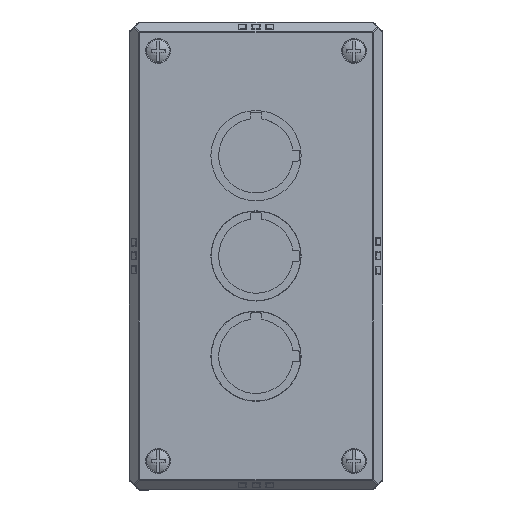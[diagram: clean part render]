
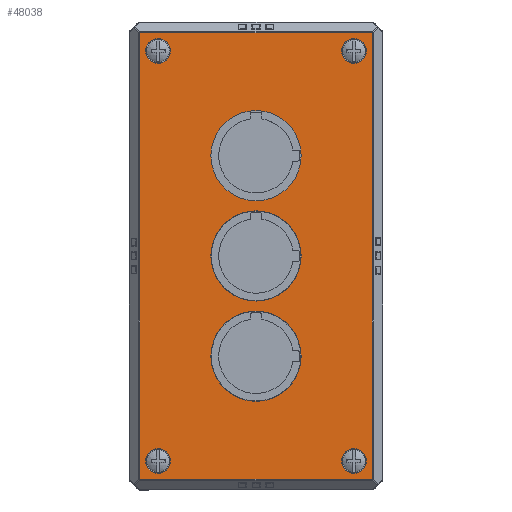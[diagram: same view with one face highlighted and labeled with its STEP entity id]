
A CAD part, top view. The second image highlights one B-rep face of the part: STEP entity #48038.
In plain terms, the highlighted face is planar.
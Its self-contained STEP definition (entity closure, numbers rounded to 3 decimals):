
#2422=FACE_BOUND('',#8942,.T.);
#2423=FACE_BOUND('',#8943,.T.);
#2424=FACE_BOUND('',#8944,.T.);
#2425=FACE_BOUND('',#8945,.T.);
#2426=FACE_BOUND('',#8946,.T.);
#2427=FACE_BOUND('',#8947,.T.);
#2428=FACE_BOUND('',#8948,.T.);
#3310=PLANE('',#51826);
#5901=FACE_OUTER_BOUND('',#8941,.T.);
#8941=EDGE_LOOP('',(#42795,#42796,#42797,#42798));
#8942=EDGE_LOOP('',(#42799));
#8943=EDGE_LOOP('',(#42800));
#8944=EDGE_LOOP('',(#42801));
#8945=EDGE_LOOP('',(#42802));
#8946=EDGE_LOOP('',(#42803));
#8947=EDGE_LOOP('',(#42804));
#8948=EDGE_LOOP('',(#42805));
#10733=CIRCLE('',#51794,13.5);
#10746=CIRCLE('',#51809,13.5);
#10757=CIRCLE('',#51822,3.7);
#10761=CIRCLE('',#51827,3.7);
#10762=CIRCLE('',#51828,3.7);
#10763=CIRCLE('',#51829,13.5);
#10764=CIRCLE('',#51830,3.7);
#14269=LINE('',#94738,#17866);
#14270=LINE('',#94740,#17867);
#14271=LINE('',#94742,#17868);
#14272=LINE('',#94743,#17869);
#17866=VECTOR('',#62291,10.);
#17867=VECTOR('',#62292,10.);
#17868=VECTOR('',#62293,10.);
#17869=VECTOR('',#62294,10.);
#23405=VERTEX_POINT('',#94652);
#23423=VERTEX_POINT('',#94691);
#23440=VERTEX_POINT('',#94728);
#23443=VERTEX_POINT('',#94736);
#23444=VERTEX_POINT('',#94737);
#23445=VERTEX_POINT('',#94739);
#23446=VERTEX_POINT('',#94741);
#23447=VERTEX_POINT('',#94744);
#23448=VERTEX_POINT('',#94746);
#23449=VERTEX_POINT('',#94748);
#23450=VERTEX_POINT('',#94750);
#29952=EDGE_CURVE('',#23405,#23405,#10733,.T.);
#29971=EDGE_CURVE('',#23423,#23423,#10746,.T.);
#29988=EDGE_CURVE('',#23440,#23440,#10757,.T.);
#29992=EDGE_CURVE('',#23443,#23444,#14269,.T.);
#29993=EDGE_CURVE('',#23445,#23443,#14270,.T.);
#29994=EDGE_CURVE('',#23446,#23445,#14271,.T.);
#29995=EDGE_CURVE('',#23444,#23446,#14272,.T.);
#29996=EDGE_CURVE('',#23447,#23447,#10761,.T.);
#29997=EDGE_CURVE('',#23448,#23448,#10762,.T.);
#29998=EDGE_CURVE('',#23449,#23449,#10763,.T.);
#29999=EDGE_CURVE('',#23450,#23450,#10764,.T.);
#42795=ORIENTED_EDGE('',*,*,#29992,.F.);
#42796=ORIENTED_EDGE('',*,*,#29993,.F.);
#42797=ORIENTED_EDGE('',*,*,#29994,.F.);
#42798=ORIENTED_EDGE('',*,*,#29995,.F.);
#42799=ORIENTED_EDGE('',*,*,#29996,.F.);
#42800=ORIENTED_EDGE('',*,*,#29997,.F.);
#42801=ORIENTED_EDGE('',*,*,#29998,.T.);
#42802=ORIENTED_EDGE('',*,*,#29971,.T.);
#42803=ORIENTED_EDGE('',*,*,#29952,.T.);
#42804=ORIENTED_EDGE('',*,*,#29999,.F.);
#42805=ORIENTED_EDGE('',*,*,#29988,.F.);
#48038=ADVANCED_FACE('',(#5901,#2422,#2423,#2424,#2425,#2426,#2427,#2428),
#3310,.T.);
#51794=AXIS2_PLACEMENT_3D('',#94654,#62213,#62214);
#51809=AXIS2_PLACEMENT_3D('',#94693,#62249,#62250);
#51822=AXIS2_PLACEMENT_3D('',#94729,#62281,#62282);
#51826=AXIS2_PLACEMENT_3D('',#94735,#62289,#62290);
#51827=AXIS2_PLACEMENT_3D('',#94745,#62295,#62296);
#51828=AXIS2_PLACEMENT_3D('',#94747,#62297,#62298);
#51829=AXIS2_PLACEMENT_3D('',#94749,#62299,#62300);
#51830=AXIS2_PLACEMENT_3D('',#94751,#62301,#62302);
#62213=DIRECTION('center_axis',(0.,-1.,0.));
#62214=DIRECTION('ref_axis',(1.,0.,0.));
#62249=DIRECTION('center_axis',(0.,-1.,0.));
#62250=DIRECTION('ref_axis',(1.,0.,0.));
#62281=DIRECTION('center_axis',(0.,1.,0.));
#62282=DIRECTION('ref_axis',(-1.,0.,0.));
#62289=DIRECTION('center_axis',(0.,1.,0.));
#62290=DIRECTION('ref_axis',(0.,0.,1.));
#62291=DIRECTION('',(0.,0.,1.));
#62292=DIRECTION('',(1.,0.,0.));
#62293=DIRECTION('',(0.,0.,-1.));
#62294=DIRECTION('',(-1.,0.,0.));
#62295=DIRECTION('center_axis',(0.,1.,0.));
#62296=DIRECTION('ref_axis',(-1.,0.,0.));
#62297=DIRECTION('center_axis',(0.,1.,0.));
#62298=DIRECTION('ref_axis',(-1.,0.,0.));
#62299=DIRECTION('center_axis',(0.,-1.,0.));
#62300=DIRECTION('ref_axis',(1.,0.,0.));
#62301=DIRECTION('center_axis',(0.,1.,0.));
#62302=DIRECTION('ref_axis',(-1.,0.,0.));
#94652=CARTESIAN_POINT('',(0.,22.,13.5));
#94654=CARTESIAN_POINT('Origin',(0.,22.,0.));
#94691=CARTESIAN_POINT('',(0.,22.,43.5));
#94693=CARTESIAN_POINT('Origin',(0.,22.,30.));
#94728=CARTESIAN_POINT('',(29.3,22.,65.05));
#94729=CARTESIAN_POINT('Origin',(29.3,22.,61.35));
#94735=CARTESIAN_POINT('Origin',(0.,22.,0.));
#94736=CARTESIAN_POINT('',(34.793,22.,-66.793));
#94737=CARTESIAN_POINT('',(34.793,22.,66.793));
#94738=CARTESIAN_POINT('',(34.793,22.,16.75));
#94739=CARTESIAN_POINT('',(-34.793,22.,-66.793));
#94740=CARTESIAN_POINT('',(8.75,22.,-66.793));
#94741=CARTESIAN_POINT('',(-34.793,22.,66.793));
#94742=CARTESIAN_POINT('',(-34.793,22.,-16.75));
#94743=CARTESIAN_POINT('',(-8.75,22.,66.793));
#94744=CARTESIAN_POINT('',(29.3,22.,-57.65));
#94745=CARTESIAN_POINT('Origin',(29.3,22.,-61.35));
#94746=CARTESIAN_POINT('',(-29.3,22.,65.05));
#94747=CARTESIAN_POINT('Origin',(-29.3,22.,61.35));
#94748=CARTESIAN_POINT('',(-13.5,22.,-30.));
#94749=CARTESIAN_POINT('Origin',(0.,22.,-30.));
#94750=CARTESIAN_POINT('',(-29.3,22.,-57.65));
#94751=CARTESIAN_POINT('Origin',(-29.3,22.,-61.35));
